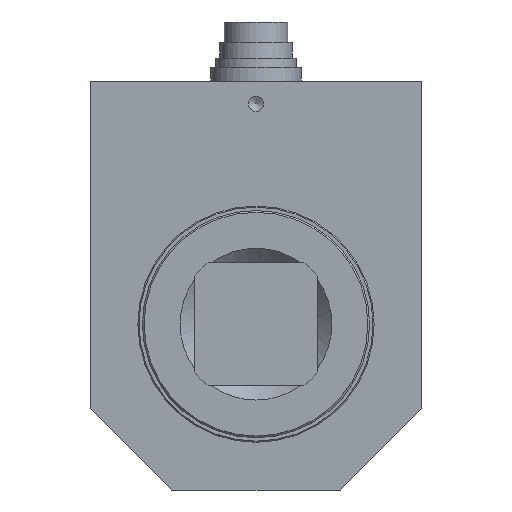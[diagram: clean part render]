
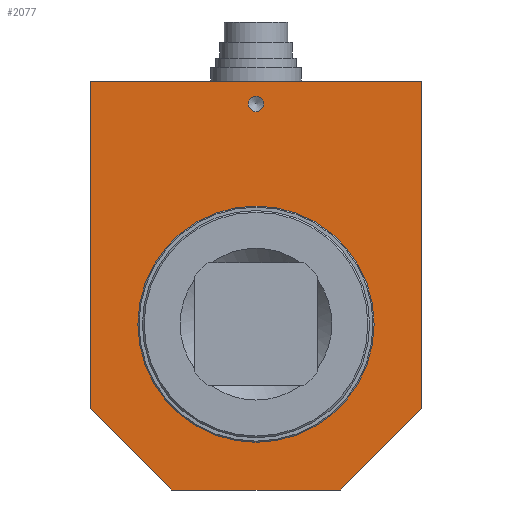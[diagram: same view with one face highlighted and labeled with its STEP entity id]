
A CAD part, left-side view. The second image highlights one B-rep face of the part: STEP entity #2077.
In plain terms, the highlighted planar face has unit normal (-1, 0, 0).
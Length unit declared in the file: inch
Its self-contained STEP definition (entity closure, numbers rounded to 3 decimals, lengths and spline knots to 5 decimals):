
#554=CARTESIAN_POINT('',(-0.865,0.68701,2.27382));
#555=VERTEX_POINT('',#554);
#556=CARTESIAN_POINT('',(-0.865,0.68701,2.20646));
#557=DIRECTION('',(1.0,0.0,0.0));
#558=DIRECTION('',(0.0,0.0,-1.0));
#559=AXIS2_PLACEMENT_3D('',#556,#557,#558);
#560=CIRCLE('',#559,0.06736);
#561=EDGE_CURVE('',#555,#555,#560,.T.);
#1393=CARTESIAN_POINT('',(-0.865,0.68701,1.32063));
#1394=VERTEX_POINT('',#1393);
#1395=CARTESIAN_POINT('',(-0.865,0.68701,0.29701));
#1396=DIRECTION('',(1.0,0.0,0.0));
#1397=DIRECTION('',(0.0,0.0,-1.0));
#1398=AXIS2_PLACEMENT_3D('',#1395,#1396,#1397);
#1399=CIRCLE('',#1398,1.02362);
#1400=EDGE_CURVE('',#1394,#1394,#1399,.T.);
#1962=CARTESIAN_POINT('',(-0.865,1.41535,-1.14));
#1963=VERTEX_POINT('',#1962);
#1971=CARTESIAN_POINT('',(-0.865,-0.04134,-1.14));
#1972=VERTEX_POINT('',#1971);
#1979=CARTESIAN_POINT('',(-0.865,1.41535,-1.14));
#1980=DIRECTION('',(0.0,-1.0,0.0));
#1981=VECTOR('',#1980,1.45669);
#1982=LINE('',#1979,#1981);
#1983=EDGE_CURVE('',#1963,#1972,#1982,.T.);
#1993=CARTESIAN_POINT('',(-0.865,-0.75,-0.43134));
#1994=VERTEX_POINT('',#1993);
#2002=CARTESIAN_POINT('',(-0.865,-0.75,2.40331));
#2003=VERTEX_POINT('',#2002);
#2010=CARTESIAN_POINT('',(-0.865,-0.75,-0.43134));
#2011=DIRECTION('',(0.0,0.0,1.0));
#2012=VECTOR('',#2011,2.83465);
#2013=LINE('',#2010,#2012);
#2014=EDGE_CURVE('',#1994,#2003,#2013,.T.);
#2029=CARTESIAN_POINT('',(-0.865,-0.75,-0.43134));
#2030=DIRECTION('',(0.0,0.707,-0.707));
#2031=VECTOR('',#2030,1.0022);
#2032=LINE('',#2029,#2031);
#2033=EDGE_CURVE('',#1994,#1972,#2032,.T.);
#2039=CARTESIAN_POINT('',(-0.865,0.68701,0.39543));
#2040=DIRECTION('',(1.0,0.0,0.0));
#2041=DIRECTION('',(0.0,0.0,-1.0));
#2042=AXIS2_PLACEMENT_3D('',#2039,#2040,#2041);
#2043=PLANE('',#2042);
#2044=CARTESIAN_POINT('',(-0.865,2.12402,-0.43134));
#2045=VERTEX_POINT('',#2044);
#2046=CARTESIAN_POINT('',(-0.865,1.41535,-1.14));
#2047=DIRECTION('',(0.0,0.707,0.707));
#2048=VECTOR('',#2047,1.0022);
#2049=LINE('',#2046,#2048);
#2050=EDGE_CURVE('',#1963,#2045,#2049,.T.);
#2051=ORIENTED_EDGE('',*,*,#2050,.F.);
#2052=ORIENTED_EDGE('',*,*,#1983,.T.);
#2053=ORIENTED_EDGE('',*,*,#2033,.F.);
#2054=ORIENTED_EDGE('',*,*,#2014,.T.);
#2055=CARTESIAN_POINT('',(-0.865,2.12402,2.40331));
#2056=VERTEX_POINT('',#2055);
#2057=CARTESIAN_POINT('',(-0.865,2.12402,2.40331));
#2058=DIRECTION('',(0.0,-1.0,0.0));
#2059=VECTOR('',#2058,2.87402);
#2060=LINE('',#2057,#2059);
#2061=EDGE_CURVE('',#2056,#2003,#2060,.T.);
#2062=ORIENTED_EDGE('',*,*,#2061,.F.);
#2063=CARTESIAN_POINT('',(-0.865,2.12402,2.40331));
#2064=DIRECTION('',(0.0,0.0,-1.0));
#2065=VECTOR('',#2064,2.83465);
#2066=LINE('',#2063,#2065);
#2067=EDGE_CURVE('',#2056,#2045,#2066,.T.);
#2068=ORIENTED_EDGE('',*,*,#2067,.T.);
#2069=EDGE_LOOP('',(#2051,#2052,#2053,#2054,#2062,#2068));
#2070=FACE_OUTER_BOUND('',#2069,.T.);
#2071=ORIENTED_EDGE('',*,*,#561,.T.);
#2072=EDGE_LOOP('',(#2071));
#2073=FACE_BOUND('',#2072,.T.);
#2074=ORIENTED_EDGE('',*,*,#1400,.T.);
#2075=EDGE_LOOP('',(#2074));
#2076=FACE_BOUND('',#2075,.T.);
#2077=ADVANCED_FACE('',(#2070,#2073,#2076),#2043,.F.);
